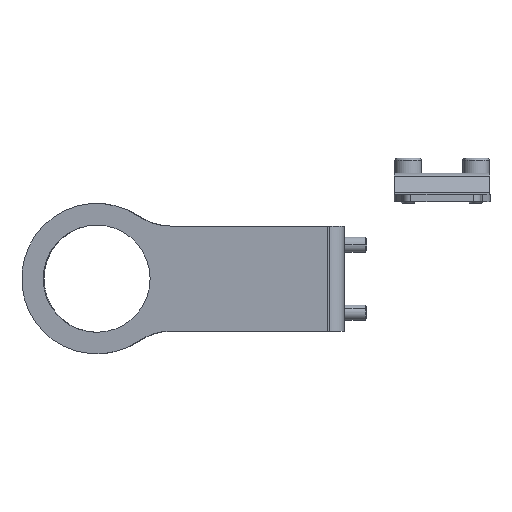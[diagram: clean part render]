
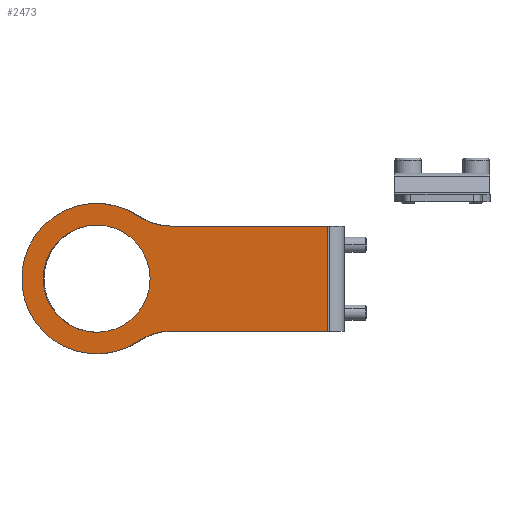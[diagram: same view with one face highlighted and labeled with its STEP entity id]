
A CAD part, left-side view. The second image highlights one B-rep face of the part: STEP entity #2473.
In plain terms, the highlighted planar face has unit normal (-0.996, 0.087, 0).
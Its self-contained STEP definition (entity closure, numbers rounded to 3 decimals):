
#132 = ORIENTED_EDGE ( 'NONE', *, *, #910, .T. ) ;
#171 = CARTESIAN_POINT ( 'NONE',  ( 522.146, 72.25, 683. ) ) ;
#176 = AXIS2_PLACEMENT_3D ( 'NONE', #171, #2246, #471 ) ;
#180 = CARTESIAN_POINT ( 'NONE',  ( 522.146, 72.25, 726. ) ) ;
#245 = DIRECTION ( 'NONE',  ( -0.087, -0.996, 0. ) ) ;
#274 = VERTEX_POINT ( 'NONE', #2933 ) ;
#287 = CARTESIAN_POINT ( 'NONE',  ( 523.854, 91.771, 712. ) ) ;
#407 = ORIENTED_EDGE ( 'NONE', *, *, #2631, .F. ) ;
#451 = EDGE_CURVE ( 'NONE', #811, #1635, #2526, .T. ) ;
#471 = DIRECTION ( 'NONE',  ( -0.087, -0.996, 0. ) ) ;
#538 = CIRCLE ( 'NONE', #1575, 15. ) ;
#573 = DIRECTION ( 'NONE',  ( -0.087, -0.996, 0. ) ) ;
#678 = FACE_OUTER_BOUND ( 'NONE', #3271, .T. ) ;
#701 = EDGE_CURVE ( 'NONE', #2575, #3083, #3181, .T. ) ;
#782 = CARTESIAN_POINT ( 'NONE',  ( 522.146, 72.25, 698. ) ) ;
#811 = VERTEX_POINT ( 'NONE', #1038 ) ;
#910 = EDGE_CURVE ( 'NONE', #3830, #1117, #1542, .T. ) ;
#1004 = DIRECTION ( 'NONE',  ( 0.087, 0.996, 0. ) ) ;
#1038 = CARTESIAN_POINT ( 'NONE',  ( 525.096, 105.967, 712. ) ) ;
#1066 = CARTESIAN_POINT ( 'NONE',  ( 518.1, 26., 726. ) ) ;
#1117 = VERTEX_POINT ( 'NONE', #180 ) ;
#1143 = CARTESIAN_POINT ( 'NONE',  ( 518.1, 26., 726. ) ) ;
#1164 = CIRCLE ( 'NONE', #176, 15. ) ;
#1210 = CARTESIAN_POINT ( 'NONE',  ( 518.48, 30.349, 726. ) ) ;
#1317 = DIRECTION ( 'NONE',  ( -0.996, 0.087, 0. ) ) ;
#1515 = DIRECTION ( 'NONE',  ( 0.996, -0.087, 0. ) ) ;
#1526 = LINE ( 'NONE', #3838, #3018 ) ;
#1542 = LINE ( 'NONE', #1066, #3822 ) ;
#1575 = AXIS2_PLACEMENT_3D ( 'NONE', #3309, #1515, #3603 ) ;
#1635 = VERTEX_POINT ( 'NONE', #2201 ) ;
#1719 = EDGE_LOOP ( 'NONE', ( #3118, #2945 ) ) ;
#1846 = AXIS2_PLACEMENT_3D ( 'NONE', #3120, #3040, #3063 ) ;
#1922 = ORIENTED_EDGE ( 'NONE', *, *, #701, .F. ) ;
#2020 = DIRECTION ( 'NONE',  ( -0.996, 0.087, 0. ) ) ;
#2046 = AXIS2_PLACEMENT_3D ( 'NONE', #3094, #1317, #3399 ) ;
#2081 = FACE_BOUND ( 'NONE', #1719, .T. ) ;
#2201 = CARTESIAN_POINT ( 'NONE',  ( 522.612, 77.576, 712. ) ) ;
#2246 = DIRECTION ( 'NONE',  ( 0.996, -0.087, 0. ) ) ;
#2260 = CIRCLE ( 'NONE', #2046, 14.25 ) ;
#2290 = EDGE_CURVE ( 'NONE', #274, #3083, #1164, .T. ) ;
#2294 = AXIS2_PLACEMENT_3D ( 'NONE', #1143, #2020, #245 ) ;
#2360 = DIRECTION ( 'NONE',  ( -0.996, 0.087, 0. ) ) ;
#2376 = VECTOR ( 'NONE', #1004, 1000. ) ;
#2473 = ADVANCED_FACE ( 'NONE', ( #2081, #678 ), #2907, .T. ) ;
#2504 = CARTESIAN_POINT ( 'NONE',  ( 518.1, 26., 698. ) ) ;
#2526 = CIRCLE ( 'NONE', #1846, 14.25 ) ;
#2575 = VERTEX_POINT ( 'NONE', #3292 ) ;
#2582 = AXIS2_PLACEMENT_3D ( 'NONE', #287, #2360, #573 ) ;
#2631 = EDGE_CURVE ( 'NONE', #3830, #2575, #1526, .T. ) ;
#2656 = EDGE_CURVE ( 'NONE', #2660, #274, #3115, .T. ) ;
#2660 = VERTEX_POINT ( 'NONE', #2955 ) ;
#2725 = EDGE_CURVE ( 'NONE', #1117, #2660, #538, .T. ) ;
#2888 = EDGE_CURVE ( 'NONE', #1635, #811, #2260, .T. ) ;
#2907 = PLANE ( 'NONE',  #2294 ) ;
#2933 = CARTESIAN_POINT ( 'NONE',  ( 522.878, 80.616, 695.429 ) ) ;
#2945 = ORIENTED_EDGE ( 'NONE', *, *, #451, .F. ) ;
#2955 = CARTESIAN_POINT ( 'NONE',  ( 522.878, 80.616, 728.571 ) ) ;
#3018 = VECTOR ( 'NONE', #3554, 1000. ) ;
#3040 = DIRECTION ( 'NONE',  ( -0.996, 0.087, 0. ) ) ;
#3063 = DIRECTION ( 'NONE',  ( -0.087, -0.996, 0. ) ) ;
#3083 = VERTEX_POINT ( 'NONE', #782 ) ;
#3094 = CARTESIAN_POINT ( 'NONE',  ( 523.854, 91.771, 712. ) ) ;
#3101 = DIRECTION ( 'NONE',  ( 0.087, 0.996, 0. ) ) ;
#3115 = CIRCLE ( 'NONE', #2582, 20. ) ;
#3118 = ORIENTED_EDGE ( 'NONE', *, *, #2888, .F. ) ;
#3120 = CARTESIAN_POINT ( 'NONE',  ( 523.854, 91.771, 712. ) ) ;
#3181 = LINE ( 'NONE', #2504, #2376 ) ;
#3271 = EDGE_LOOP ( 'NONE', ( #132, #3542, #3812, #3723, #1922, #407 ) ) ;
#3292 = CARTESIAN_POINT ( 'NONE',  ( 518.48, 30.349, 698. ) ) ;
#3309 = CARTESIAN_POINT ( 'NONE',  ( 522.146, 72.25, 741. ) ) ;
#3399 = DIRECTION ( 'NONE',  ( -0.087, -0.996, 0. ) ) ;
#3542 = ORIENTED_EDGE ( 'NONE', *, *, #2725, .T. ) ;
#3554 = DIRECTION ( 'NONE',  ( 0., 0., -1. ) ) ;
#3603 = DIRECTION ( 'NONE',  ( -0.087, -0.996, 0. ) ) ;
#3723 = ORIENTED_EDGE ( 'NONE', *, *, #2290, .T. ) ;
#3812 = ORIENTED_EDGE ( 'NONE', *, *, #2656, .T. ) ;
#3822 = VECTOR ( 'NONE', #3101, 1000. ) ;
#3830 = VERTEX_POINT ( 'NONE', #1210 ) ;
#3838 = CARTESIAN_POINT ( 'NONE',  ( 518.48, 30.349, 726. ) ) ;
